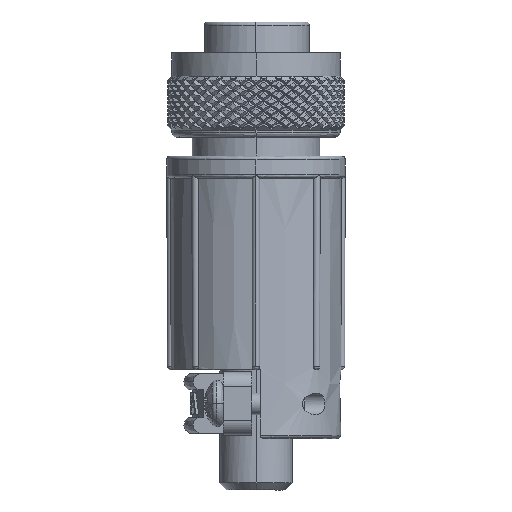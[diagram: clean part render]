
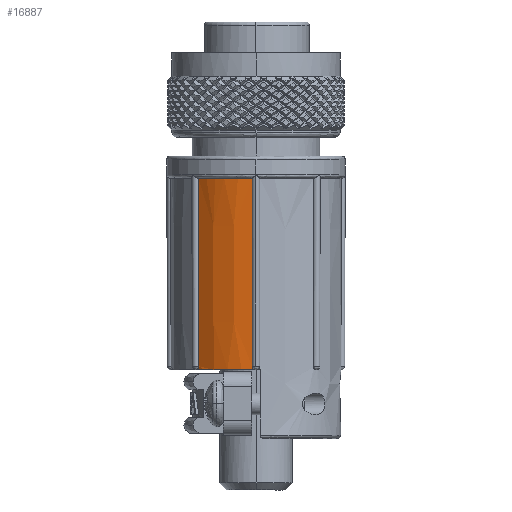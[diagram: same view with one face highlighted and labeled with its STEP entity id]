
A CAD part, left-side view. The second image highlights one B-rep face of the part: STEP entity #16887.
In plain terms, the highlighted conical face has half-angle 0.129 degrees and reference radius 9.271 mm.
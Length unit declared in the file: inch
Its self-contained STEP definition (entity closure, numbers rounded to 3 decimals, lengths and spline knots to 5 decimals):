
#1381 = CARTESIAN_POINT ( 'NONE',  ( -0.36284, 0.01592, -1.47128 ) ) ;
#1584 = CARTESIAN_POINT ( 'NONE',  ( -0.26911, 0.24659, -0.667 ) ) ;
#2037 = B_SPLINE_CURVE_WITH_KNOTS ( 'NONE', 3,
 ( #39986, #45976, #52450, #15367, #58646, #21525 ),
 .UNSPECIFIED., .F., .F.,
 ( 4, 2, 4 ),
 ( 0., 0.5, 1. ),
 .UNSPECIFIED. ) ;
#2749 = CARTESIAN_POINT ( 'NONE',  ( -0.32096, 0.17892, -0.667 ) ) ;
#4144 = CARTESIAN_POINT ( 'NONE',  ( -0.35689, 0.06722, -1.487 ) ) ;
#4419 = CARTESIAN_POINT ( 'NONE',  ( -0.25679, 0.25679, -1.487 ) ) ;
#5559 = B_SPLINE_CURVE_WITH_KNOTS ( 'NONE', 3,
 ( #22428, #40636, #71950, #34945, #78125, #41173, #4144, #47460, #10369, #53644, #16538, #59825, #22698, #66005, #28990, #72219, #35222, #78377, #41455, #4419 ),
 .UNSPECIFIED., .F., .F.,
 ( 4, 1, 1, 2, 2, 2, 2, 1, 1, 2, 2, 4 ),
 ( 0., 0.125, 0.1875, 0.21875, 0.25, 0.375, 0.5, 0.625, 0.6875, 0.71875, 0.75, 1. ),
 .UNSPECIFIED. ) ;
#6537 = CARTESIAN_POINT ( 'NONE',  ( -0.26779, 0.24534, -1.47332 ) ) ;
#6629 = B_SPLINE_CURVE_WITH_KNOTS ( 'NONE', 3,
 ( #6835, #13000, #56308, #19228 ),
 .UNSPECIFIED., .F., .F.,
 ( 4, 4 ),
 ( 0., 1. ),
 .UNSPECIFIED. ) ;
#6835 = CARTESIAN_POINT ( 'NONE',  ( -0.36465, 0.01592, -0.667 ) ) ;
#8974 = CARTESIAN_POINT ( 'NONE',  ( -0.26911, 0.24659, -0.667 ) ) ;
#10369 = CARTESIAN_POINT ( 'NONE',  ( -0.35111, 0.09357, -1.487 ) ) ;
#10403 = CARTESIAN_POINT ( 'NONE',  ( -0.36284, 0.01592, -1.47138 ) ) ;
#10797 = FACE_OUTER_BOUND ( 'NONE', #45679, .T. ) ;
#12610 = B_SPLINE_CURVE_WITH_KNOTS ( 'NONE', 3,
 ( #31162, #6537, #56036, #18940, #62229, #25123, #68391, #31415 ),
 .UNSPECIFIED., .F., .F.,
 ( 4, 2, 2, 4 ),
 ( 0., 0.25, 0.5, 1. ),
 .UNSPECIFIED. ) ;
#12892 = EDGE_CURVE ( 'NONE', #13414, #59719, #6629, .T. ) ;
#13000 = CARTESIAN_POINT ( 'NONE',  ( -0.36405, 0.01592, -0.93503 ) ) ;
#13414 = VERTEX_POINT ( 'NONE', #39447 ) ;
#13798 = CARTESIAN_POINT ( 'NONE',  ( -0.36284, 0.01592, -1.47118 ) ) ;
#14074 = CARTESIAN_POINT ( 'NONE',  ( -0.36284, 0.01592, -1.47108 ) ) ;
#15346 = CARTESIAN_POINT ( 'NONE',  ( -0.25679, 0.25679, -1.487 ) ) ;
#15367 = CARTESIAN_POINT ( 'NONE',  ( -0.36291, 0.0141, -1.47955 ) ) ;
#15782 = B_SPLINE_CURVE_WITH_KNOTS ( 'NONE', 3,
 ( #70579, #27305, #39792, #2749, #46061, #8974 ),
 .UNSPECIFIED., .F., .F.,
 ( 4, 2, 4 ),
 ( 0., 0.5, 1. ),
 .UNSPECIFIED. ) ;
#16538 = CARTESIAN_POINT ( 'NONE',  ( -0.34011, 0.12788, -1.487 ) ) ;
#16887 = ADVANCED_FACE ( 'NONE', ( #10797 ), #56276, .T. ) ;
#17436 = ORIENTED_EDGE ( 'NONE', *, *, #12892, .F. ) ;
#17530 = AXIS2_PLACEMENT_3D ( 'NONE', #52733, #46523, #41887 ) ;
#17615 = CARTESIAN_POINT ( 'NONE',  ( -0.26911, 0.24659, -0.667 ) ) ;
#18940 = CARTESIAN_POINT ( 'NONE',  ( -0.26645, 0.24678, -1.47913 ) ) ;
#19228 = CARTESIAN_POINT ( 'NONE',  ( -0.36284, 0.01592, -1.47108 ) ) ;
#21046 = ORIENTED_EDGE ( 'NONE', *, *, #29257, .T. ) ;
#21525 = CARTESIAN_POINT ( 'NONE',  ( -0.36284, 0.01592, -1.47138 ) ) ;
#22428 = CARTESIAN_POINT ( 'NONE',  ( -0.36316, 0., -1.487 ) ) ;
#22698 = CARTESIAN_POINT ( 'NONE',  ( -0.32324, 0.16631, -1.487 ) ) ;
#25123 = CARTESIAN_POINT ( 'NONE',  ( -0.26261, 0.25086, -1.48529 ) ) ;
#27070 = VERTEX_POINT ( 'NONE', #15346 ) ;
#27305 = CARTESIAN_POINT ( 'NONE',  ( -0.3628, 0.05835, -0.667 ) ) ;
#28990 = CARTESIAN_POINT ( 'NONE',  ( -0.30813, 0.19222, -1.487 ) ) ;
#29257 = EDGE_CURVE ( 'NONE', #34686, #34560, #2037, .T. ) ;
#30066 = CARTESIAN_POINT ( 'NONE',  ( -0.26783, 0.24531, -1.47108 ) ) ;
#31162 = CARTESIAN_POINT ( 'NONE',  ( -0.26783, 0.24531, -1.47108 ) ) ;
#31415 = CARTESIAN_POINT ( 'NONE',  ( -0.25679, 0.25679, -1.487 ) ) ;
#31698 = VERTEX_POINT ( 'NONE', #65227 ) ;
#34560 = VERTEX_POINT ( 'NONE', #10403 ) ;
#34686 = VERTEX_POINT ( 'NONE', #43073 ) ;
#34945 = CARTESIAN_POINT ( 'NONE',  ( -0.3598, 0.04986, -1.487 ) ) ;
#35222 = CARTESIAN_POINT ( 'NONE',  ( -0.30321, 0.19989, -1.487 ) ) ;
#39447 = CARTESIAN_POINT ( 'NONE',  ( -0.36465, 0.01592, -0.667 ) ) ;
#39792 = CARTESIAN_POINT ( 'NONE',  ( -0.35347, 0.10044, -0.667 ) ) ;
#39986 = CARTESIAN_POINT ( 'NONE',  ( -0.36316, 0., -1.487 ) ) ;
#40322 = B_SPLINE_CURVE_WITH_KNOTS ( 'NONE', 3,
 ( #17615, #60878, #67054, #30066 ),
 .UNSPECIFIED., .F., .F.,
 ( 4, 4 ),
 ( 0., 1. ),
 .UNSPECIFIED. ) ;
#40636 = CARTESIAN_POINT ( 'NONE',  ( -0.36315, 0.01182, -1.487 ) ) ;
#41173 = CARTESIAN_POINT ( 'NONE',  ( -0.35742, 0.06438, -1.487 ) ) ;
#41407 = EDGE_CURVE ( 'NONE', #34560, #59719, #42429, .T. ) ;
#41455 = CARTESIAN_POINT ( 'NONE',  ( -0.27354, 0.24002, -1.487 ) ) ;
#41887 = DIRECTION ( 'NONE',  ( 0., -1., 0. ) ) ;
#42429 = B_SPLINE_CURVE_WITH_KNOTS ( 'NONE', 3,
 ( #44668, #1381, #13798, #57104 ),
 .UNSPECIFIED., .F., .F.,
 ( 4, 4 ),
 ( 0., 1. ),
 .UNSPECIFIED. ) ;
#43073 = CARTESIAN_POINT ( 'NONE',  ( -0.36316, 0., -1.487 ) ) ;
#44668 = CARTESIAN_POINT ( 'NONE',  ( -0.36284, 0.01592, -1.47138 ) ) ;
#45679 = EDGE_LOOP ( 'NONE', ( #17436, #74116, #54479, #68136, #54309, #21046, #60335 ) ) ;
#45976 = CARTESIAN_POINT ( 'NONE',  ( -0.36316, 0.00413, -1.48699 ) ) ;
#46061 = CARTESIAN_POINT ( 'NONE',  ( -0.2978, 0.21528, -0.667 ) ) ;
#46478 = EDGE_CURVE ( 'NONE', #58740, #31698, #40322, .T. ) ;
#46523 = DIRECTION ( 'NONE',  ( 0., 0., 1. ) ) ;
#47460 = CARTESIAN_POINT ( 'NONE',  ( -0.354, 0.08195, -1.487 ) ) ;
#52450 = CARTESIAN_POINT ( 'NONE',  ( -0.36308, 0.00822, -1.48532 ) ) ;
#52733 = CARTESIAN_POINT ( 'NONE',  ( 0., 0., -0.667 ) ) ;
#53644 = CARTESIAN_POINT ( 'NONE',  ( -0.34417, 0.11651, -1.487 ) ) ;
#54309 = ORIENTED_EDGE ( 'NONE', *, *, #61423, .F. ) ;
#54479 = ORIENTED_EDGE ( 'NONE', *, *, #46478, .T. ) ;
#56036 = CARTESIAN_POINT ( 'NONE',  ( -0.26751, 0.24564, -1.47538 ) ) ;
#56276 = CONICAL_SURFACE ( 'NONE', #17530, 0.365, 0.002 ) ;
#56308 = CARTESIAN_POINT ( 'NONE',  ( -0.36345, 0.01592, -1.20305 ) ) ;
#57104 = CARTESIAN_POINT ( 'NONE',  ( -0.36284, 0.01592, -1.47108 ) ) ;
#58358 = EDGE_CURVE ( 'NONE', #31698, #27070, #12610, .T. ) ;
#58646 = CARTESIAN_POINT ( 'NONE',  ( -0.36284, 0.01581, -1.47558 ) ) ;
#58740 = VERTEX_POINT ( 'NONE', #1584 ) ;
#59719 = VERTEX_POINT ( 'NONE', #14074 ) ;
#59825 = CARTESIAN_POINT ( 'NONE',  ( -0.33092, 0.15007, -1.487 ) ) ;
#60335 = ORIENTED_EDGE ( 'NONE', *, *, #41407, .T. ) ;
#60878 = CARTESIAN_POINT ( 'NONE',  ( -0.26868, 0.24616, -0.93503 ) ) ;
#61423 = EDGE_CURVE ( 'NONE', #34686, #27070, #5559, .T. ) ;
#62229 = CARTESIAN_POINT ( 'NONE',  ( -0.26564, 0.24765, -1.48087 ) ) ;
#65227 = CARTESIAN_POINT ( 'NONE',  ( -0.26783, 0.24531, -1.47108 ) ) ;
#66005 = CARTESIAN_POINT ( 'NONE',  ( -0.31287, 0.18455, -1.487 ) ) ;
#66985 = EDGE_CURVE ( 'NONE', #13414, #58740, #15782, .T. ) ;
#67054 = CARTESIAN_POINT ( 'NONE',  ( -0.26825, 0.24574, -1.20305 ) ) ;
#68136 = ORIENTED_EDGE ( 'NONE', *, *, #58358, .T. ) ;
#68391 = CARTESIAN_POINT ( 'NONE',  ( -0.25976, 0.25382, -1.48699 ) ) ;
#70579 = CARTESIAN_POINT ( 'NONE',  ( -0.36465, 0.01592, -0.667 ) ) ;
#71950 = CARTESIAN_POINT ( 'NONE',  ( -0.36229, 0.02945, -1.487 ) ) ;
#72219 = CARTESIAN_POINT ( 'NONE',  ( -0.3049, 0.19731, -1.487 ) ) ;
#74116 = ORIENTED_EDGE ( 'NONE', *, *, #66985, .T. ) ;
#78125 = CARTESIAN_POINT ( 'NONE',  ( -0.35841, 0.05858, -1.487 ) ) ;
#78377 = CARTESIAN_POINT ( 'NONE',  ( -0.28847, 0.22187, -1.487 ) ) ;
